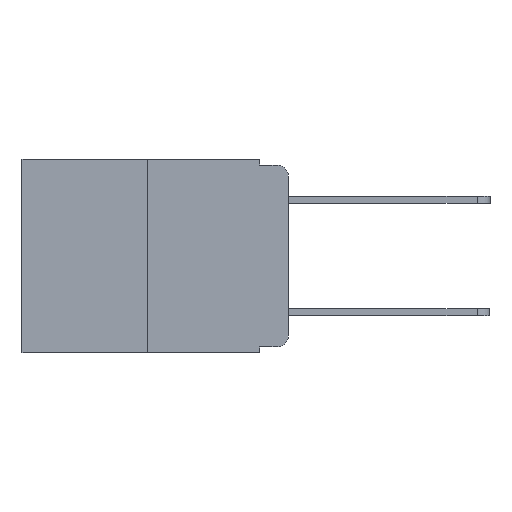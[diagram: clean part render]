
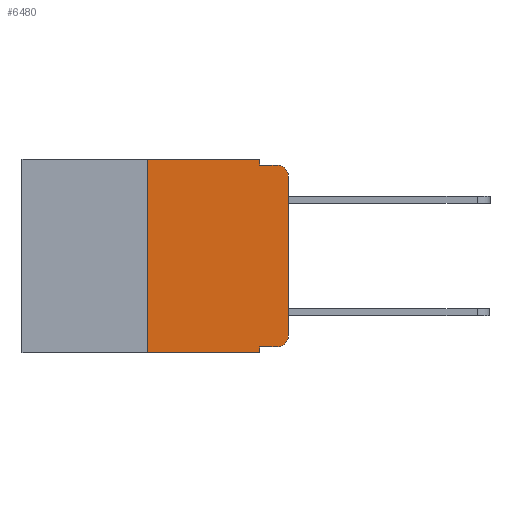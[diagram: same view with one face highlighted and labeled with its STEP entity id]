
A CAD part, left-side view. The second image highlights one B-rep face of the part: STEP entity #6480.
In plain terms, the highlighted planar face has unit normal (-1, 0, 0).
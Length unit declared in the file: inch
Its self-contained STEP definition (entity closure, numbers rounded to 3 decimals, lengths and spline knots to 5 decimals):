
#112 = EDGE_CURVE ( 'NONE', #3784, #6928, #9562, .T. ) ;
#292 = DIRECTION ( 'NONE',  ( 0., -1., 0. ) ) ;
#438 = CARTESIAN_POINT ( 'NONE',  ( 0., 0.25, -0.343 ) ) ;
#494 = VECTOR ( 'NONE', #10310, 39.37008 ) ;
#617 = EDGE_CURVE ( 'NONE', #3784, #10637, #2966, .T. ) ;
#685 = CARTESIAN_POINT ( 'NONE',  ( 0., 0.051, 0. ) ) ;
#696 = FACE_OUTER_BOUND ( 'NONE', #4256, .T. ) ;
#909 = CARTESIAN_POINT ( 'NONE',  ( 0., 0.473, 0. ) ) ;
#1126 = EDGE_CURVE ( 'NONE', #4295, #9946, #3401, .T. ) ;
#1170 = LINE ( 'NONE', #1446, #5649 ) ;
#1287 = CARTESIAN_POINT ( 'NONE',  ( 0., 0.051, -0.01 ) ) ;
#1446 = CARTESIAN_POINT ( 'NONE',  ( 0., 0., 0. ) ) ;
#1559 = CARTESIAN_POINT ( 'NONE',  ( 0., 0.25, 0. ) ) ;
#1648 = CARTESIAN_POINT ( 'NONE',  ( 0., 0.25, 0. ) ) ;
#1688 = AXIS2_PLACEMENT_3D ( 'NONE', #2979, #2918, #2898 ) ;
#1756 = VECTOR ( 'NONE', #6729, 39.37008 ) ;
#1800 = DIRECTION ( 'NONE',  ( 0., -1., 0. ) ) ;
#2232 = DIRECTION ( 'NONE',  ( 0., 0., 1. ) ) ;
#2639 = CARTESIAN_POINT ( 'NONE',  ( 0., 0.051, 0. ) ) ;
#2644 = EDGE_CURVE ( 'NONE', #7540, #4246, #5540, .T. ) ;
#2690 = VECTOR ( 'NONE', #4616, 39.37008 ) ;
#2763 = PLANE ( 'NONE',  #6191 ) ;
#2898 = DIRECTION ( 'NONE',  ( 0., 0., -1. ) ) ;
#2918 = DIRECTION ( 'NONE',  ( -1., 0., 0. ) ) ;
#2966 = LINE ( 'NONE', #8621, #494 ) ;
#2979 = CARTESIAN_POINT ( 'NONE',  ( 0., 0.02, -0.313 ) ) ;
#3076 = CARTESIAN_POINT ( 'NONE',  ( 0., 0., -0.03 ) ) ;
#3217 = VECTOR ( 'NONE', #3867, 39.37008 ) ;
#3254 = EDGE_CURVE ( 'NONE', #4246, #10527, #7144, .T. ) ;
#3401 = CIRCLE ( 'NONE', #1688, 0.02 ) ;
#3483 = CARTESIAN_POINT ( 'NONE',  ( 0., 0.051, -0.01 ) ) ;
#3642 = ORIENTED_EDGE ( 'NONE', *, *, #9724, .T. ) ;
#3784 = VERTEX_POINT ( 'NONE', #438 ) ;
#3856 = EDGE_CURVE ( 'NONE', #4112, #10527, #6604, .T. ) ;
#3867 = DIRECTION ( 'NONE',  ( 0., 0., -1. ) ) ;
#3923 = ORIENTED_EDGE ( 'NONE', *, *, #617, .T. ) ;
#4112 = VERTEX_POINT ( 'NONE', #3076 ) ;
#4174 = LINE ( 'NONE', #909, #1756 ) ;
#4246 = VERTEX_POINT ( 'NONE', #1287 ) ;
#4256 = EDGE_LOOP ( 'NONE', ( #5124, #7365, #5401, #5678, #5937, #5407, #3923, #9770, #3642, #9538 ) ) ;
#4295 = VERTEX_POINT ( 'NONE', #6762 ) ;
#4597 = EDGE_CURVE ( 'NONE', #6928, #7540, #4174, .T. ) ;
#4616 = DIRECTION ( 'NONE',  ( 0., 0., 1. ) ) ;
#4872 = VECTOR ( 'NONE', #292, 39.37008 ) ;
#5012 = EDGE_CURVE ( 'NONE', #9946, #4112, #1170, .T. ) ;
#5124 = ORIENTED_EDGE ( 'NONE', *, *, #5012, .T. ) ;
#5401 = ORIENTED_EDGE ( 'NONE', *, *, #3254, .F. ) ;
#5407 = ORIENTED_EDGE ( 'NONE', *, *, #112, .F. ) ;
#5408 = DIRECTION ( 'NONE',  ( 0., 0., -1. ) ) ;
#5540 = LINE ( 'NONE', #9457, #3217 ) ;
#5649 = VECTOR ( 'NONE', #2232, 39.37008 ) ;
#5678 = ORIENTED_EDGE ( 'NONE', *, *, #2644, .F. ) ;
#5714 = CARTESIAN_POINT ( 'NONE',  ( 0., 0.051, -0.343 ) ) ;
#5937 = ORIENTED_EDGE ( 'NONE', *, *, #4597, .F. ) ;
#5989 = LINE ( 'NONE', #8603, #9210 ) ;
#6112 = LINE ( 'NONE', #2639, #7754 ) ;
#6132 = DIRECTION ( 'NONE',  ( 0., 0., -1. ) ) ;
#6191 = AXIS2_PLACEMENT_3D ( 'NONE', #7084, #10163, #5408 ) ;
#6480 = ADVANCED_FACE ( 'NONE', ( #696 ), #2763, .F. ) ;
#6604 = CIRCLE ( 'NONE', #8549, 0.02 ) ;
#6729 = DIRECTION ( 'NONE',  ( 0., -1., 0. ) ) ;
#6762 = CARTESIAN_POINT ( 'NONE',  ( 0., 0.02, -0.333 ) ) ;
#6928 = VERTEX_POINT ( 'NONE', #1648 ) ;
#7084 = CARTESIAN_POINT ( 'NONE',  ( 0., 0.473, 0. ) ) ;
#7144 = LINE ( 'NONE', #3483, #4872 ) ;
#7299 = CARTESIAN_POINT ( 'NONE',  ( 0., 0., -0.313 ) ) ;
#7365 = ORIENTED_EDGE ( 'NONE', *, *, #3856, .T. ) ;
#7540 = VERTEX_POINT ( 'NONE', #685 ) ;
#7754 = VECTOR ( 'NONE', #10066, 39.37008 ) ;
#8185 = EDGE_CURVE ( 'NONE', #8778, #10637, #6112, .T. ) ;
#8509 = CARTESIAN_POINT ( 'NONE',  ( 0., 0.02, -0.03 ) ) ;
#8549 = AXIS2_PLACEMENT_3D ( 'NONE', #8509, #9700, #6132 ) ;
#8603 = CARTESIAN_POINT ( 'NONE',  ( 0., 0.051, -0.333 ) ) ;
#8621 = CARTESIAN_POINT ( 'NONE',  ( 0., 0.473, -0.343 ) ) ;
#8778 = VERTEX_POINT ( 'NONE', #10681 ) ;
#9210 = VECTOR ( 'NONE', #1800, 39.37008 ) ;
#9457 = CARTESIAN_POINT ( 'NONE',  ( 0., 0.051, 0. ) ) ;
#9538 = ORIENTED_EDGE ( 'NONE', *, *, #1126, .T. ) ;
#9562 = LINE ( 'NONE', #1559, #2690 ) ;
#9700 = DIRECTION ( 'NONE',  ( -1., 0., 0. ) ) ;
#9724 = EDGE_CURVE ( 'NONE', #8778, #4295, #5989, .T. ) ;
#9770 = ORIENTED_EDGE ( 'NONE', *, *, #8185, .F. ) ;
#9946 = VERTEX_POINT ( 'NONE', #7299 ) ;
#10066 = DIRECTION ( 'NONE',  ( 0., 0., -1. ) ) ;
#10163 = DIRECTION ( 'NONE',  ( 1., 0., 0. ) ) ;
#10294 = CARTESIAN_POINT ( 'NONE',  ( 0., 0.02, -0.01 ) ) ;
#10310 = DIRECTION ( 'NONE',  ( 0., -1., 0. ) ) ;
#10527 = VERTEX_POINT ( 'NONE', #10294 ) ;
#10637 = VERTEX_POINT ( 'NONE', #5714 ) ;
#10681 = CARTESIAN_POINT ( 'NONE',  ( 0., 0.051, -0.333 ) ) ;
